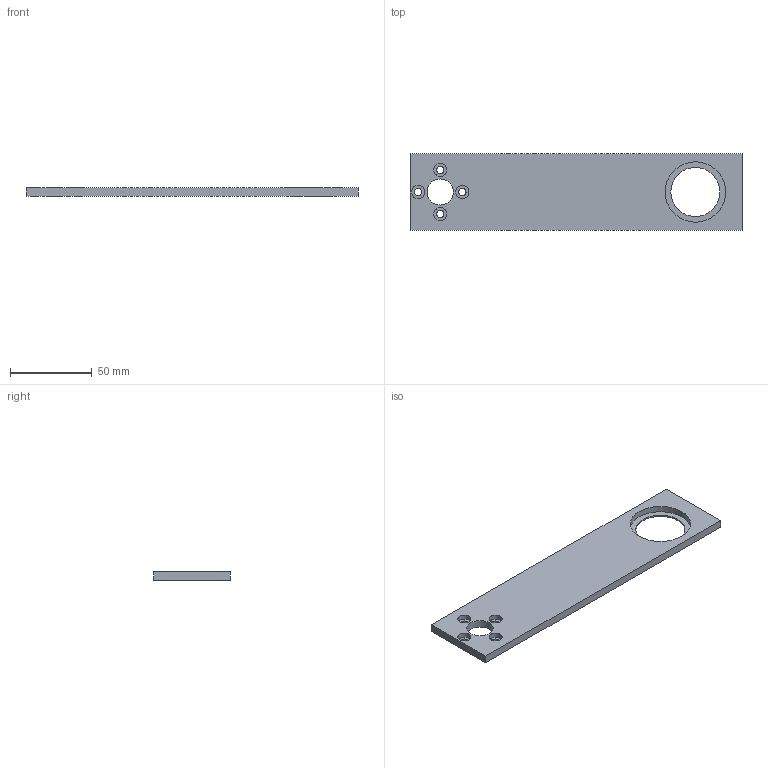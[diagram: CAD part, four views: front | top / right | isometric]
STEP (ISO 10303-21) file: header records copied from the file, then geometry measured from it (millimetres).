
FILE_DESCRIPTION(/* description */ (''),/* implementation_level */ '2;1');
FILE_NAME(/* name */ 'd2d3445d-49b7-4c39-a63a-32ed1f954c12.stp',/* time_stamp */ '2023-08-25T20:41:49Z',/* author */ (''),/* organization */ (''),/* preprocessor_version */ 'ST-DEVELOPER v20',/* originating_system */ 'Autodesk Translation Framework v12.14.0.127',/* authorisation */ '');
FILE_SCHEMA (('AUTOMOTIVE_DESIGN { 1 0 10303 214 3 1 1 }'));
Length unit declared in the file: millimetre
Products named in the file (1): Picard_customize_longer
Bounding box: 203 x 47 x 5 mm (x, y, z)
Volume: 40961.6 mm3; surface area: 20864.1 mm2
Topology: 1 solids, 1 shells, 22 faces, 45 edges, 30 vertices
Faces by surface type: cylinder 11, plane 11
Full cylindrical faces by diameter (mm): 4.5 x4, 8 x4, 16 x1, 30 x1, 37 x1
Entity records: 648 total; most frequent: DIRECTION 113, CARTESIAN_POINT 98, ORIENTED_EDGE 90, EDGE_CURVE 45, AXIS2_PLACEMENT_3D 45, EDGE_LOOP 39, VERTEX_POINT 30, LINE 23
